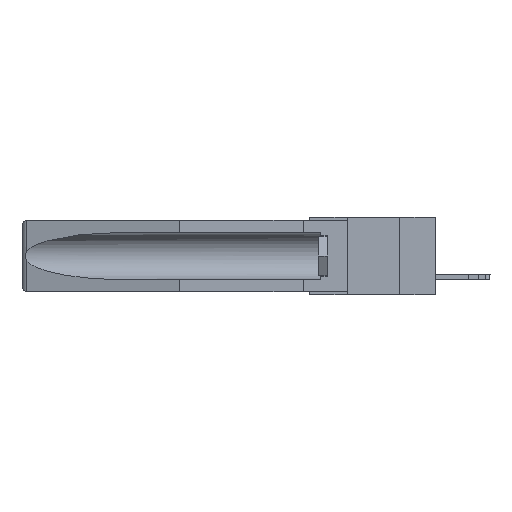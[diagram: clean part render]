
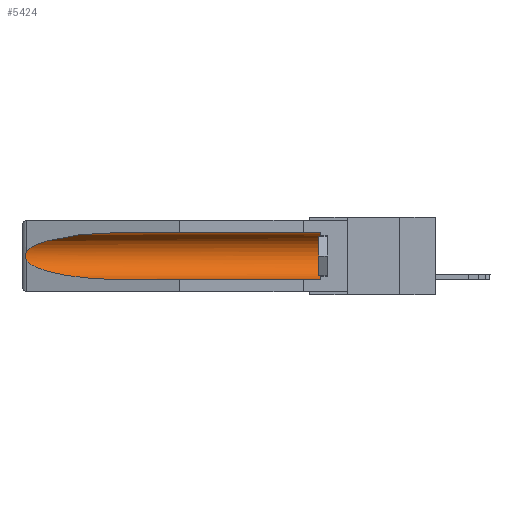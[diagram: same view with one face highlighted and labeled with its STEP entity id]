
A CAD part, left-side view. The second image highlights one B-rep face of the part: STEP entity #5424.
In plain terms, the highlighted cylindrical face has radius 2.857 mm (diameter 5.715 mm), a partial arc.
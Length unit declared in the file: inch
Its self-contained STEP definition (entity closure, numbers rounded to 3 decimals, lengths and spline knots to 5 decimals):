
#255 = CARTESIAN_POINT ( 'NONE',  ( 0.155, 1.07973, -0.284 ) ) ;
#476 = CARTESIAN_POINT ( 'NONE',  ( 0.21114, 1.30732, -0.284 ) ) ;
#559 = AXIS2_PLACEMENT_3D ( 'NONE', #5110, #9498, #3908 ) ;
#628 = CYLINDRICAL_SURFACE ( 'NONE', #559, 0.1125 ) ;
#665 = EDGE_CURVE ( 'NONE', #8729, #15105, #12315, .T. ) ;
#960 = B_SPLINE_CURVE_WITH_KNOTS ( 'NONE', 3,
 ( #11176, #8989, #11447, #3223, #6517, #12719, #3419, #17180, #14793, #12339 ),
 .UNSPECIFIED., .F., .F.,
 ( 4, 2, 2, 2, 4 ),
 ( 0., 0.00029, 0.00058, 0.00087, 0.00117 ),
 .UNSPECIFIED. ) ;
#1132 = DIRECTION ( 'NONE',  ( 0., -1., 0. ) ) ;
#1227 = VERTEX_POINT ( 'NONE', #16008 ) ;
#1243 = ORIENTED_EDGE ( 'NONE', *, *, #8472, .T. ) ;
#1514 = CARTESIAN_POINT ( 'NONE',  ( 0.26537, 1.52718, -0.19328 ) ) ;
#1792 = CARTESIAN_POINT ( 'NONE',  ( 0.21114, 1.30732, -0.059 ) ) ;
#1812 = CARTESIAN_POINT ( 'NONE',  ( 0.155, -0.30754, -0.284 ) ) ;
#3223 = CARTESIAN_POINT ( 'NONE',  ( 0.2673, 1.5327, -0.16383 ) ) ;
#3419 = CARTESIAN_POINT ( 'NONE',  ( 0.2673, 1.53269, -0.17917 ) ) ;
#3420 = CARTESIAN_POINT ( 'NONE',  ( 0.155, 1.07973, -0.059 ) ) ;
#3493 = ORIENTED_EDGE ( 'NONE', *, *, #11456, .T. ) ;
#3730 = EDGE_CURVE ( 'NONE', #8729, #17443, #11857, .T. ) ;
#3790 = CARTESIAN_POINT ( 'NONE',  ( 0.155, 0.126, -0.1715 ) ) ;
#3908 = DIRECTION ( 'NONE',  ( 0., 0., 1. ) ) ;
#4454 = CARTESIAN_POINT ( 'NONE',  ( 0.155, 0.126, -0.059 ) ) ;
#4525 =( BOUNDED_CURVE ( )  B_SPLINE_CURVE ( 3, ( #3420, #1792, #13023, #17066 ),
 .UNSPECIFIED., .F., .F. ) 
 B_SPLINE_CURVE_WITH_KNOTS ( ( 4, 4 ),
 ( 4.71239, 6.08839 ),
 .UNSPECIFIED. ) 
 CURVE ( )  GEOMETRIC_REPRESENTATION_ITEM ( )  RATIONAL_B_SPLINE_CURVE ( ( 1., 0.848, 0.848, 1. ) ) 
 REPRESENTATION_ITEM ( '' )  );
#4615 = CARTESIAN_POINT ( 'NONE',  ( 0.155, 1.07973, -0.284 ) ) ;
#4633 = AXIS2_PLACEMENT_3D ( 'NONE', #3790, #1132, #6505 ) ;
#4655 = CARTESIAN_POINT ( 'NONE',  ( 0.155, 1.07973, -0.059 ) ) ;
#5110 = CARTESIAN_POINT ( 'NONE',  ( 0.155, -0.30754, -0.1715 ) ) ;
#5424 = ADVANCED_FACE ( 'NONE', ( #7107 ), #628, .F. ) ;
#5649 = VECTOR ( 'NONE', #15391, 39.37008 ) ;
#6505 = DIRECTION ( 'NONE',  ( 0., 0., 1. ) ) ;
#6517 = CARTESIAN_POINT ( 'NONE',  ( 0.2675, 1.53308, -0.16763 ) ) ;
#7107 = FACE_OUTER_BOUND ( 'NONE', #10465, .T. ) ;
#7916 = VERTEX_POINT ( 'NONE', #1514 ) ;
#8472 = EDGE_CURVE ( 'NONE', #1227, #7916, #960, .T. ) ;
#8729 = VERTEX_POINT ( 'NONE', #10702 ) ;
#8989 = CARTESIAN_POINT ( 'NONE',  ( 0.26597, 1.52961, -0.15275 ) ) ;
#9028 = CARTESIAN_POINT ( 'NONE',  ( 0.26537, 1.52718, -0.19328 ) ) ;
#9498 = DIRECTION ( 'NONE',  ( 0., 1., 0. ) ) ;
#10277 = ORIENTED_EDGE ( 'NONE', *, *, #665, .F. ) ;
#10465 = EDGE_LOOP ( 'NONE', ( #3493, #1243, #13880, #10277, #17163, #13456 ) ) ;
#10524 = CARTESIAN_POINT ( 'NONE',  ( 0.25451, 1.48313, -0.24835 ) ) ;
#10702 = CARTESIAN_POINT ( 'NONE',  ( 0.155, 0.126, -0.284 ) ) ;
#11176 = CARTESIAN_POINT ( 'NONE',  ( 0.26537, 1.52718, -0.14972 ) ) ;
#11447 = CARTESIAN_POINT ( 'NONE',  ( 0.26654, 1.53092, -0.15636 ) ) ;
#11456 = EDGE_CURVE ( 'NONE', #17718, #1227, #4525, .T. ) ;
#11857 = CIRCLE ( 'NONE', #4633, 0.1125 ) ;
#12315 = LINE ( 'NONE', #1812, #5649 ) ;
#12339 = CARTESIAN_POINT ( 'NONE',  ( 0.26537, 1.52718, -0.19328 ) ) ;
#12719 = CARTESIAN_POINT ( 'NONE',  ( 0.2675, 1.53308, -0.17534 ) ) ;
#12983 = CARTESIAN_POINT ( 'NONE',  ( 0.155, -0.30754, -0.059 ) ) ;
#13023 = CARTESIAN_POINT ( 'NONE',  ( 0.25451, 1.48313, -0.09465 ) ) ;
#13170 = VECTOR ( 'NONE', #17023, 39.37008 ) ;
#13456 = ORIENTED_EDGE ( 'NONE', *, *, #16829, .T. ) ;
#13880 = ORIENTED_EDGE ( 'NONE', *, *, #15550, .T. ) ;
#14793 = CARTESIAN_POINT ( 'NONE',  ( 0.26597, 1.5296, -0.19026 ) ) ;
#15105 = VERTEX_POINT ( 'NONE', #255 ) ;
#15391 = DIRECTION ( 'NONE',  ( 0., 1., 0. ) ) ;
#15550 = EDGE_CURVE ( 'NONE', #7916, #15105, #17220, .T. ) ;
#15943 = LINE ( 'NONE', #12983, #13170 ) ;
#16008 = CARTESIAN_POINT ( 'NONE',  ( 0.26537, 1.52718, -0.14972 ) ) ;
#16829 = EDGE_CURVE ( 'NONE', #17443, #17718, #15943, .T. ) ;
#17023 = DIRECTION ( 'NONE',  ( 0., 1., 0. ) ) ;
#17066 = CARTESIAN_POINT ( 'NONE',  ( 0.26537, 1.52718, -0.14972 ) ) ;
#17163 = ORIENTED_EDGE ( 'NONE', *, *, #3730, .T. ) ;
#17180 = CARTESIAN_POINT ( 'NONE',  ( 0.26655, 1.53094, -0.18657 ) ) ;
#17220 =( BOUNDED_CURVE ( )  B_SPLINE_CURVE ( 3, ( #9028, #10524, #476, #4615 ),
 .UNSPECIFIED., .F., .F. ) 
 B_SPLINE_CURVE_WITH_KNOTS ( ( 4, 4 ),
 ( 0.1948, 1.5708 ),
 .UNSPECIFIED. ) 
 CURVE ( )  GEOMETRIC_REPRESENTATION_ITEM ( )  RATIONAL_B_SPLINE_CURVE ( ( 1., 0.848, 0.848, 1. ) ) 
 REPRESENTATION_ITEM ( '' )  );
#17443 = VERTEX_POINT ( 'NONE', #4454 ) ;
#17718 = VERTEX_POINT ( 'NONE', #4655 ) ;
